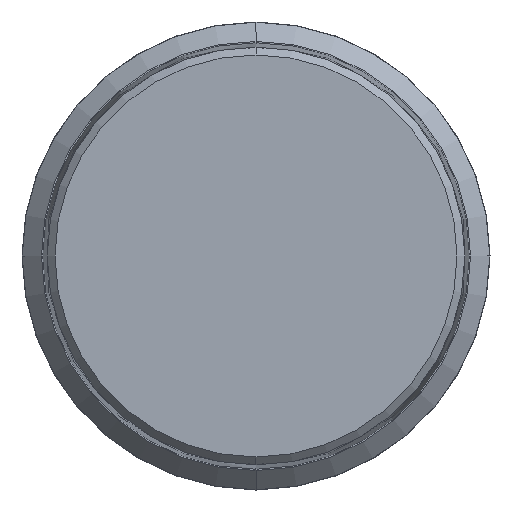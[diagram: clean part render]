
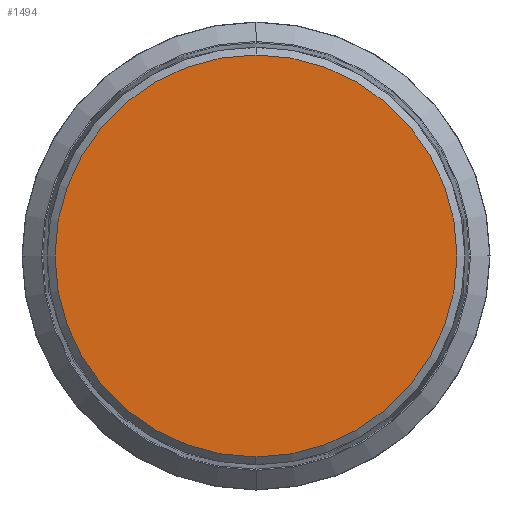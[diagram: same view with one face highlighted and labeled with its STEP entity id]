
A CAD part, front view. The second image highlights one B-rep face of the part: STEP entity #1494.
In plain terms, the highlighted planar face has unit normal (0, -1, 0).
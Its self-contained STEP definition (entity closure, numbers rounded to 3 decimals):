
#1494=ADVANCED_FACE('',(#2920),#2921,.T.);
#2920=FACE_OUTER_BOUND('',#4302,.T.);
#2921=PLANE('',#4303);
#4302=EDGE_LOOP('',(#7937,#7938));
#4303=AXIS2_PLACEMENT_3D('',#7939,#7940,#7941);
#7937=ORIENTED_EDGE('',*,*,#9290,.T.);
#7938=ORIENTED_EDGE('',*,*,#9318,.T.);
#7939=CARTESIAN_POINT('',(0.0,-10.0,3.865));
#7940=DIRECTION('',(0.0,-1.0,0.0));
#7941=DIRECTION('',(0.0,0.0,1.0));
#9290=EDGE_CURVE('',#11161,#11165,#11167,.T.);
#9318=EDGE_CURVE('',#11165,#11161,#11205,.T.);
#11161=VERTEX_POINT('',#13732);
#11165=VERTEX_POINT('',#13737);
#11167=CIRCLE('',#13740,7.731);
#11205=CIRCLE('',#13784,7.731);
#13732=CARTESIAN_POINT('',(0.0,-10.0,7.731));
#13737=CARTESIAN_POINT('',(0.,-10.0,-7.731));
#13740=AXIS2_PLACEMENT_3D('',#15618,#15619,#15620);
#13784=AXIS2_PLACEMENT_3D('',#15660,#15661,#15662);
#15618=CARTESIAN_POINT('',(0.0,-10.0,0.0));
#15619=DIRECTION('',(0.0,-1.0,0.0));
#15620=DIRECTION('',(0.0,0.0,1.0));
#15660=CARTESIAN_POINT('',(0.0,-10.0,0.0));
#15661=DIRECTION('',(0.0,-1.0,0.0));
#15662=DIRECTION('',(0.0,0.0,1.0));
